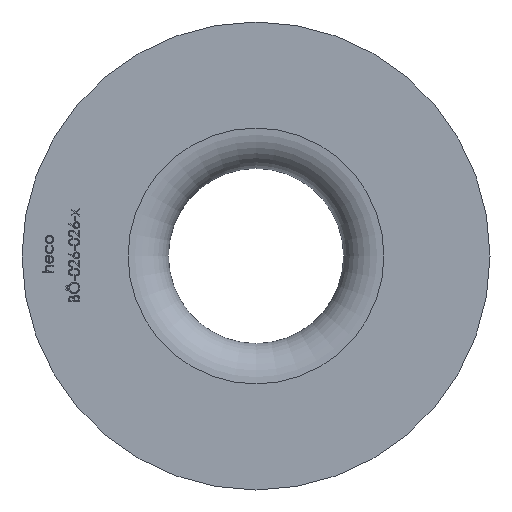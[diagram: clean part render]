
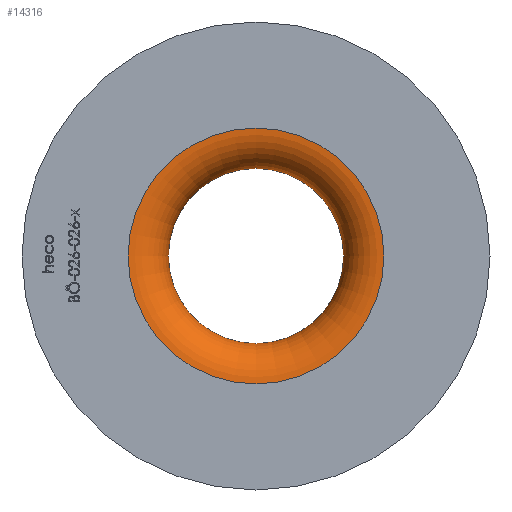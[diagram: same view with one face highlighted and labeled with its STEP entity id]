
A CAD part, left-side view. The second image highlights one B-rep face of the part: STEP entity #14316.
In plain terms, the highlighted toroidal (fillet/blend) face has major radius 15.85 mm and minor radius 5 mm.
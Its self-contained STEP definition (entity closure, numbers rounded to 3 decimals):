
#247 = DIRECTION ( 'NONE',  ( 0., 0., 1. ) ) ;
#324 = CARTESIAN_POINT ( 'NONE',  ( 5., 0., 0. ) ) ;
#427 = AXIS2_PLACEMENT_3D ( 'NONE', #4718, #10841, #12016 ) ;
#1388 = FACE_OUTER_BOUND ( 'NONE', #15109, .T. ) ;
#2257 = DIRECTION ( 'NONE',  ( 0., 0., 1. ) ) ;
#2436 = VERTEX_POINT ( 'NONE', #7163 ) ;
#2520 = ORIENTED_EDGE ( 'NONE', *, *, #9307, .F. ) ;
#4718 = CARTESIAN_POINT ( 'NONE',  ( 5., 0., 0. ) ) ;
#7163 = CARTESIAN_POINT ( 'NONE',  ( 0., 0., 15.85 ) ) ;
#8394 = CARTESIAN_POINT ( 'NONE',  ( 5., 0., 10.85 ) ) ;
#8401 = ORIENTED_EDGE ( 'NONE', *, *, #12552, .T. ) ;
#8798 = CIRCLE ( 'NONE', #11544, 10.85 ) ;
#8927 = CIRCLE ( 'NONE', #12419, 15.85 ) ;
#9307 = EDGE_CURVE ( 'NONE', #12983, #12983, #8798, .T. ) ;
#9950 = EDGE_LOOP ( 'NONE', ( #2520 ) ) ;
#10555 = CARTESIAN_POINT ( 'NONE',  ( 0., 0., 0. ) ) ;
#10841 = DIRECTION ( 'NONE',  ( -1., 0., 0. ) ) ;
#10880 = DIRECTION ( 'NONE',  ( -1., 0., 0. ) ) ;
#11544 = AXIS2_PLACEMENT_3D ( 'NONE', #324, #10880, #247 ) ;
#12016 = DIRECTION ( 'NONE',  ( 0., 0., 1. ) ) ;
#12419 = AXIS2_PLACEMENT_3D ( 'NONE', #10555, #14038, #2257 ) ;
#12552 = EDGE_CURVE ( 'NONE', #2436, #2436, #8927, .T. ) ;
#12983 = VERTEX_POINT ( 'NONE', #8394 ) ;
#13793 = TOROIDAL_SURFACE ( 'NONE', #427, 15.85, 5. ) ;
#14038 = DIRECTION ( 'NONE',  ( -1., 0., 0. ) ) ;
#14228 = FACE_OUTER_BOUND ( 'NONE', #9950, .T. ) ;
#14316 = ADVANCED_FACE ( 'NONE', ( #14228, #1388 ), #13793, .T. ) ;
#15109 = EDGE_LOOP ( 'NONE', ( #8401 ) ) ;
